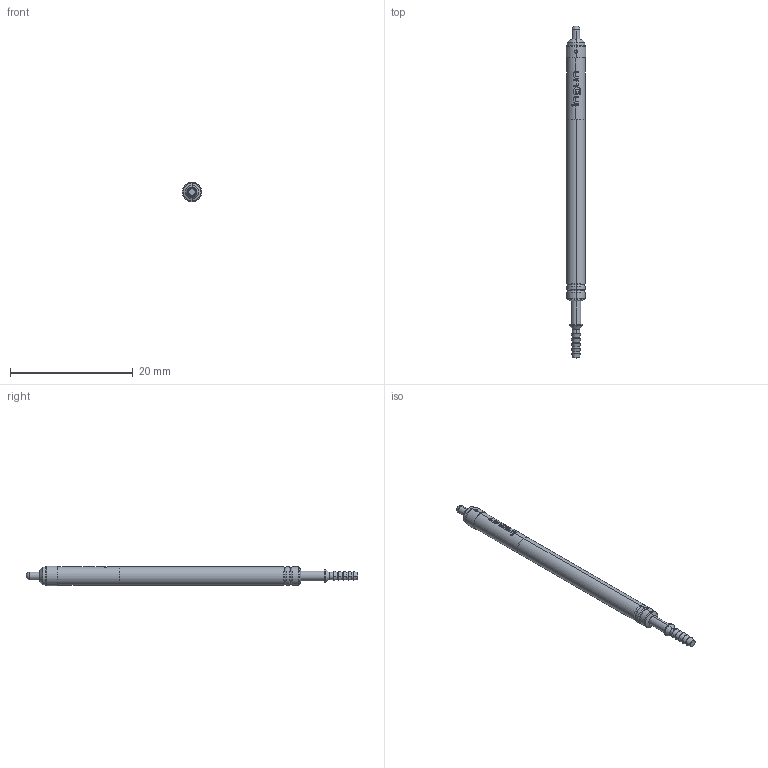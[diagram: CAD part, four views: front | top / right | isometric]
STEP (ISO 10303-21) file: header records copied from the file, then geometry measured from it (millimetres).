
FILE_DESCRIPTION (( 'STEP AP203' ), '1' );
FILE_NAME ('INGUN_PKS-299_305_130_A_xx02_BH.STEP', '2022-03-03T08:44:08', ( 'ochi' ), ( '' ), 'SwSTEP 2.0', 'SolidWorks 2018', '' );
FILE_SCHEMA (( 'CONFIG_CONTROL_DESIGN' ));
Length unit declared in the file: millimetre
Products named in the file (1): INGUN_PKS-299_305_130_A_xx02_BH
Bounding box: 3.2 x 54.1 x 3.2 mm (x, y, z)
Volume: 314.4 mm3; surface area: 468.4 mm2
Topology: 1 solids, 1 shells, 160 faces, 405 edges, 258 vertices
Faces by surface type: plane 54, cylinder 49, bspline 30, cone 18, torus 8, sphere 1
Entity records: 6579 total; most frequent: CARTESIAN_POINT 3169, ORIENTED_EDGE 804, DIRECTION 514, EDGE_CURVE 402, VERTEX_POINT 256, B_SPLINE_CURVE_WITH_KNOTS 242, AXIS2_PLACEMENT_3D 223, EDGE_LOOP 172
